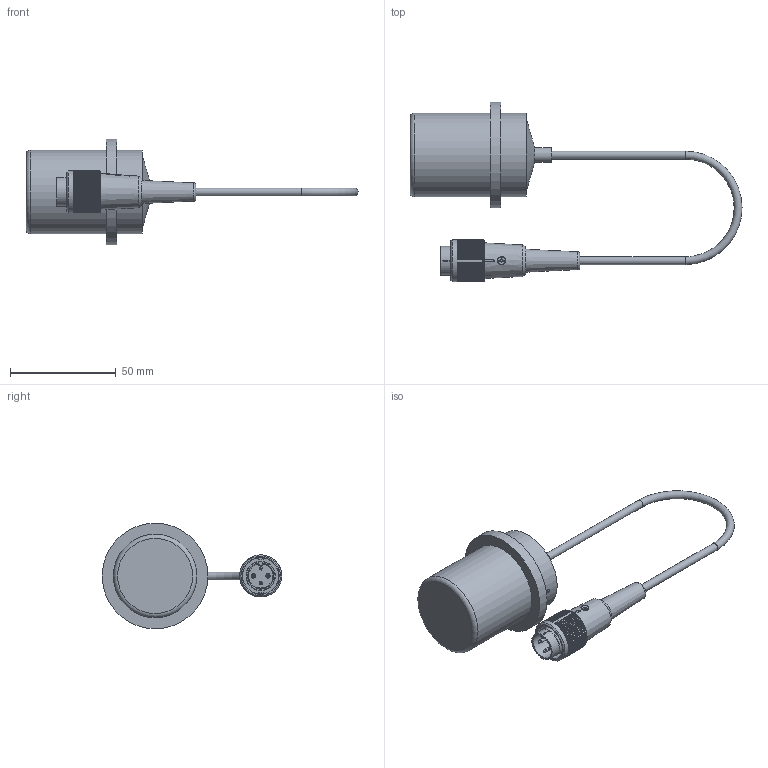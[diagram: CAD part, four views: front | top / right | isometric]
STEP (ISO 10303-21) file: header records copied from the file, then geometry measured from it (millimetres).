
FILE_DESCRIPTION(/* description */ (''),/* implementation_level */ '2;1');
FILE_NAME(/* name */ '1610 0118_XR4T1-6-L10_.stp',/* time_stamp */ '2024-10-18T20:01:20+02:00',/* author */ ('kuttig'),/* organization */ (''),/* preprocessor_version */ 'ST-DEVELOPER v16.13',/* originating_system */ 'Autodesk Inventor 2018',/* authorisation */ '');
FILE_SCHEMA (('AUTOMOTIVE_DESIGN { 1 0 10303 214 3 1 1 }'));
Length unit declared in the file: millimetre
Products named in the file (1): 1610 0118_XR4T1-6-L10_Shrinkwrap_1
Bounding box: 157.2 x 84.95 x 50 mm (x, y, z)
Volume: 71026 mm3; surface area: 36289.8 mm2
Topology: 6 solids, 6 shells, 409 faces, 1116 edges, 733 vertices
Faces by surface type: plane 337, cylinder 41, cone 15, torus 6, bspline 6, sphere 4
Full cylindrical faces by diameter (mm): 1 x6, 1.49 x3, 1.5 x1, 1.7 x2, 3.7 x2, 4.7 x1, 7 x1, 10 x1, 13.6 x1, 13.9 x1, 17.1 x1, 19.9 x1, 32.85 x1, 35 x2, 35.2 x1, 39.5 x2, 50 x1
Entity records: 13395 total; most frequent: CARTESIAN_POINT 2604, DIRECTION 2192, ORIENTED_EDGE 2080, EDGE_CURVE 1040, AXIS2_PLACEMENT_3D 765, VERTEX_POINT 710, LINE 662, VECTOR 662
